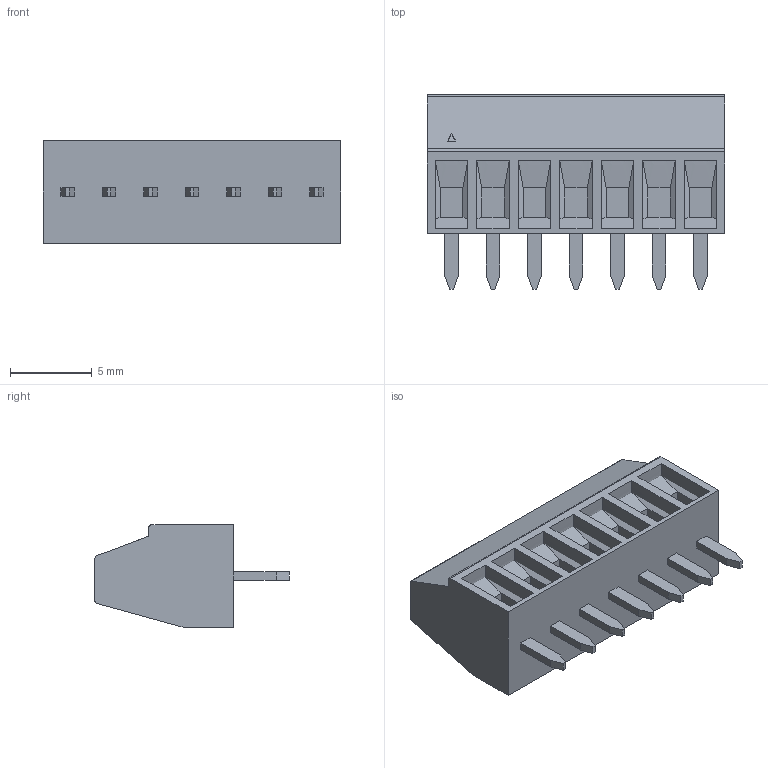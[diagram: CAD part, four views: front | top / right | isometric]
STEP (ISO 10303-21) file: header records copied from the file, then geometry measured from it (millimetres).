
FILE_DESCRIPTION (( 'STEP AP214' ), '1' );
FILE_NAME ('DG308-2.54-07P-14-00AH.STEP', '2021-01-03T21:11:35', ( '' ), ( '' ), 'SwSTEP 2.0', 'SolidWorks 2020', '' );
FILE_SCHEMA (( 'AUTOMOTIVE_DESIGN' ));
Length unit declared in the file: millimetre
Products named in the file (1): DG308-2.54-07P-14-00AH
Bounding box: 18.23 x 11.9 x 6.27 mm (x, y, z)
Volume: 681.4 mm3; surface area: 1020.1 mm2
Topology: 1 solids, 1 shells, 649 faces, 1704 edges, 1115 vertices
Faces by surface type: plane 353, bspline 216, cylinder 45, torus 35
Entity records: 35799 total; most frequent: CARTESIAN_POINT 16073, ORIENTED_EDGE 3408, DIRECTION 2328, EDGE_CURVE 1704, VERTEX_POINT 1115, LINE 1056, VECTOR 1056, EDGE_LOOP 707
